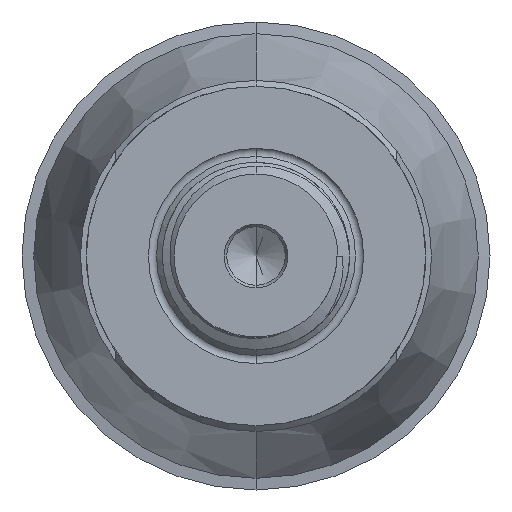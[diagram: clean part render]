
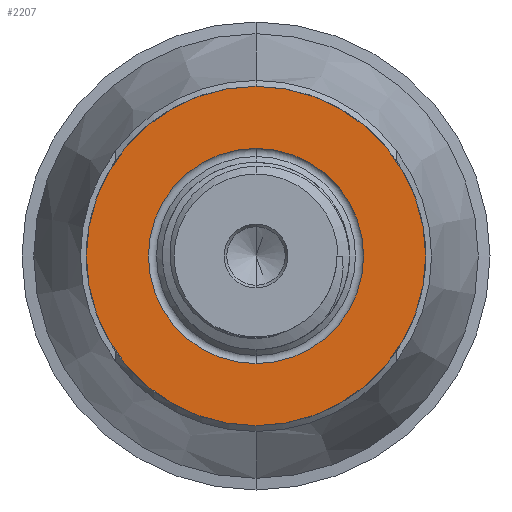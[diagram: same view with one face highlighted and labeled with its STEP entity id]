
A CAD part, front view. The second image highlights one B-rep face of the part: STEP entity #2207.
In plain terms, the highlighted planar face has unit normal (0, -1, 0).
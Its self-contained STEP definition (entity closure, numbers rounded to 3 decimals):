
#26 = CARTESIAN_POINT ( 'NONE',  ( 0., 0., 14.5 ) ) ;
#32 = EDGE_LOOP ( 'NONE', ( #4167, #4006 ) ) ;
#234 = AXIS2_PLACEMENT_3D ( 'NONE', #2197, #3127, #554 ) ;
#296 = VERTEX_POINT ( 'NONE', #26 ) ;
#338 = AXIS2_PLACEMENT_3D ( 'NONE', #1158, #1492, #1130 ) ;
#554 = DIRECTION ( 'NONE',  ( 0., 0., 1. ) ) ;
#562 = EDGE_LOOP ( 'NONE', ( #2960, #3998 ) ) ;
#608 = FACE_BOUND ( 'NONE', #562, .T. ) ;
#636 = CARTESIAN_POINT ( 'NONE',  ( 0., 0., 0. ) ) ;
#719 = VERTEX_POINT ( 'NONE', #2399 ) ;
#981 = AXIS2_PLACEMENT_3D ( 'NONE', #2430, #2706, #3369 ) ;
#1127 = DIRECTION ( 'NONE',  ( 0., -1., 0. ) ) ;
#1130 = DIRECTION ( 'NONE',  ( 0., 0., 1. ) ) ;
#1140 = DIRECTION ( 'NONE',  ( 0., 0., -1. ) ) ;
#1158 = CARTESIAN_POINT ( 'NONE',  ( 0., 0., 0. ) ) ;
#1492 = DIRECTION ( 'NONE',  ( 0., 1., 0. ) ) ;
#1934 = CIRCLE ( 'NONE', #2159, 14.5 ) ;
#1992 = CARTESIAN_POINT ( 'NONE',  ( 0., 0., -9.195 ) ) ;
#2159 = AXIS2_PLACEMENT_3D ( 'NONE', #636, #3275, #3552 ) ;
#2197 = CARTESIAN_POINT ( 'NONE',  ( 0., 0., 0. ) ) ;
#2207 = ADVANCED_FACE ( 'NONE', ( #608, #3931 ), #3432, .T. ) ;
#2355 = CIRCLE ( 'NONE', #234, 14.5 ) ;
#2399 = CARTESIAN_POINT ( 'NONE',  ( 0., 0., 9.195 ) ) ;
#2430 = CARTESIAN_POINT ( 'NONE',  ( 0., 0., 0. ) ) ;
#2706 = DIRECTION ( 'NONE',  ( 0., 1., 0. ) ) ;
#2736 = EDGE_CURVE ( 'NONE', #3361, #296, #1934, .T. ) ;
#2787 = AXIS2_PLACEMENT_3D ( 'NONE', #3745, #1127, #1140 ) ;
#2960 = ORIENTED_EDGE ( 'NONE', *, *, #3094, .T. ) ;
#3094 = EDGE_CURVE ( 'NONE', #719, #3714, #3259, .T. ) ;
#3127 = DIRECTION ( 'NONE',  ( 0., 1., 0. ) ) ;
#3259 = CIRCLE ( 'NONE', #338, 9.195 ) ;
#3275 = DIRECTION ( 'NONE',  ( 0., 1., 0. ) ) ;
#3348 = EDGE_CURVE ( 'NONE', #296, #3361, #2355, .T. ) ;
#3361 = VERTEX_POINT ( 'NONE', #3789 ) ;
#3369 = DIRECTION ( 'NONE',  ( 0., 0., 1. ) ) ;
#3415 = CIRCLE ( 'NONE', #981, 9.195 ) ;
#3432 = PLANE ( 'NONE',  #2787 ) ;
#3552 = DIRECTION ( 'NONE',  ( 0., 0., 1. ) ) ;
#3714 = VERTEX_POINT ( 'NONE', #1992 ) ;
#3745 = CARTESIAN_POINT ( 'NONE',  ( -9.195, 0., 0. ) ) ;
#3789 = CARTESIAN_POINT ( 'NONE',  ( 0., 0., -14.5 ) ) ;
#3916 = EDGE_CURVE ( 'NONE', #3714, #719, #3415, .T. ) ;
#3931 = FACE_OUTER_BOUND ( 'NONE', #32, .T. ) ;
#3998 = ORIENTED_EDGE ( 'NONE', *, *, #3916, .T. ) ;
#4006 = ORIENTED_EDGE ( 'NONE', *, *, #2736, .F. ) ;
#4167 = ORIENTED_EDGE ( 'NONE', *, *, #3348, .F. ) ;
